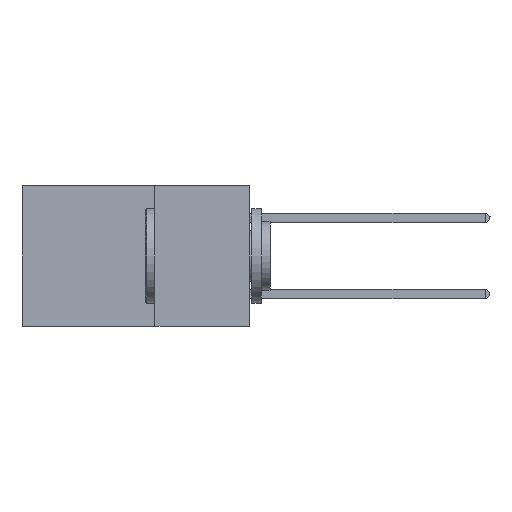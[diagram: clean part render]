
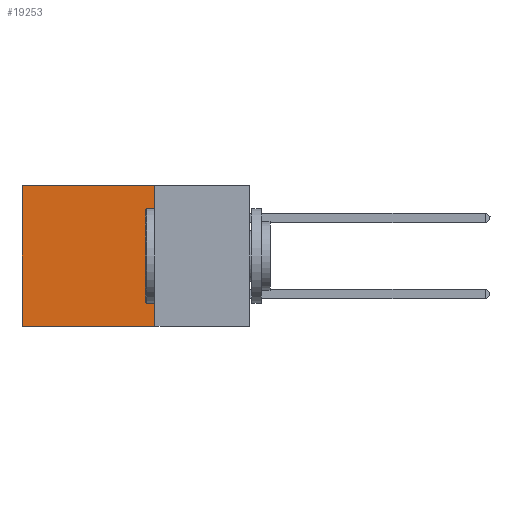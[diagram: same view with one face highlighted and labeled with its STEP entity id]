
A CAD part, left-side view. The second image highlights one B-rep face of the part: STEP entity #19253.
In plain terms, the highlighted planar face has unit normal (-1, 0, 0).
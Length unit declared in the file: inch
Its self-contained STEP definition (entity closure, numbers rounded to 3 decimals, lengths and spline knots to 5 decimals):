
#1752 = LINE ( 'NONE', #11300, #12586 ) ;
#3244 = FACE_OUTER_BOUND ( 'NONE', #32732, .T. ) ;
#3789 = CARTESIAN_POINT ( 'NONE',  ( 0.2875, 0.6, 0. ) ) ;
#3956 = CARTESIAN_POINT ( 'NONE',  ( 0.2875, 0.25, -0.37 ) ) ;
#4721 = DIRECTION ( 'NONE',  ( 1., 0., 0. ) ) ;
#5640 = EDGE_CURVE ( 'NONE', #20625, #7305, #8789, .T. ) ;
#7305 = VERTEX_POINT ( 'NONE', #11808 ) ;
#8064 = ORIENTED_EDGE ( 'NONE', *, *, #23419, .F. ) ;
#8789 = LINE ( 'NONE', #3789, #18682 ) ;
#9416 = DIRECTION ( 'NONE',  ( 0., 1., 0. ) ) ;
#10076 = DIRECTION ( 'NONE',  ( 0., 0., -1. ) ) ;
#11300 = CARTESIAN_POINT ( 'NONE',  ( 0.2875, 0.25, 0. ) ) ;
#11808 = CARTESIAN_POINT ( 'NONE',  ( 0.2875, 0.6, -0.37 ) ) ;
#12353 = CARTESIAN_POINT ( 'NONE',  ( 0.2875, 0.25, -0.37 ) ) ;
#12586 = VECTOR ( 'NONE', #24530, 39.37008 ) ;
#12636 = CARTESIAN_POINT ( 'NONE',  ( 0.2875, 0.25, 0. ) ) ;
#12851 = ORIENTED_EDGE ( 'NONE', *, *, #30944, .F. ) ;
#15341 = CARTESIAN_POINT ( 'NONE',  ( 0.2875, 0.25, 0. ) ) ;
#18682 = VECTOR ( 'NONE', #20217, 39.37008 ) ;
#19014 = VECTOR ( 'NONE', #28376, 39.37008 ) ;
#19253 = ADVANCED_FACE ( 'NONE', ( #3244 ), #26309, .F. ) ;
#20203 = VERTEX_POINT ( 'NONE', #3956 ) ;
#20217 = DIRECTION ( 'NONE',  ( 0., 0., -1. ) ) ;
#20236 = CARTESIAN_POINT ( 'NONE',  ( 0.2875, 0.25, 0. ) ) ;
#20625 = VERTEX_POINT ( 'NONE', #24236 ) ;
#22374 = VERTEX_POINT ( 'NONE', #12636 ) ;
#23419 = EDGE_CURVE ( 'NONE', #22374, #20203, #1752, .T. ) ;
#23541 = ORIENTED_EDGE ( 'NONE', *, *, #5640, .T. ) ;
#24236 = CARTESIAN_POINT ( 'NONE',  ( 0.2875, 0.6, 0. ) ) ;
#24530 = DIRECTION ( 'NONE',  ( 0., 0., -1. ) ) ;
#26309 = PLANE ( 'NONE',  #32145 ) ;
#26409 = LINE ( 'NONE', #20236, #30144 ) ;
#28376 = DIRECTION ( 'NONE',  ( 0., 1., 0. ) ) ;
#30144 = VECTOR ( 'NONE', #9416, 39.37008 ) ;
#30944 = EDGE_CURVE ( 'NONE', #20203, #7305, #33964, .T. ) ;
#31822 = EDGE_CURVE ( 'NONE', #22374, #20625, #26409, .T. ) ;
#31848 = ORIENTED_EDGE ( 'NONE', *, *, #31822, .T. ) ;
#32145 = AXIS2_PLACEMENT_3D ( 'NONE', #15341, #4721, #10076 ) ;
#32732 = EDGE_LOOP ( 'NONE', ( #23541, #12851, #8064, #31848 ) ) ;
#33964 = LINE ( 'NONE', #12353, #19014 ) ;
